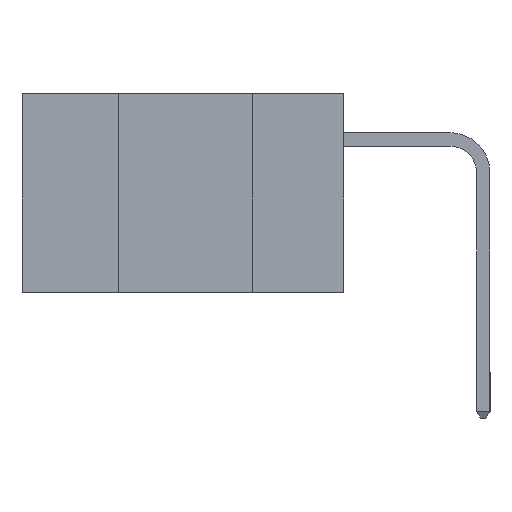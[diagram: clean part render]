
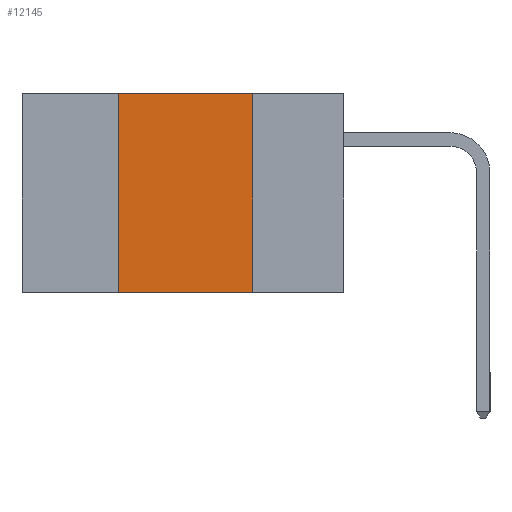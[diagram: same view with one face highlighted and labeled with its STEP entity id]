
A CAD part, left-side view. The second image highlights one B-rep face of the part: STEP entity #12145.
In plain terms, the highlighted planar face has unit normal (-1, 0, 0).
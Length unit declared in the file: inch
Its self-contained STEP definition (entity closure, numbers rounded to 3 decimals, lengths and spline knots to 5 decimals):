
#136 = CARTESIAN_POINT ( 'NONE',  ( 0., 0.42, -0.37 ) ) ;
#726 = LINE ( 'NONE', #17451, #8088 ) ;
#779 = LINE ( 'NONE', #22156, #19693 ) ;
#1031 = CARTESIAN_POINT ( 'NONE',  ( 0., 0.17, 0. ) ) ;
#2525 = CARTESIAN_POINT ( 'NONE',  ( 0., 0.17, -0.37 ) ) ;
#2560 = LINE ( 'NONE', #10395, #4479 ) ;
#2659 = EDGE_CURVE ( 'NONE', #11558, #29666, #2560, .T. ) ;
#3258 = VECTOR ( 'NONE', #22289, 39.37008 ) ;
#3499 = VERTEX_POINT ( 'NONE', #136 ) ;
#4479 = VECTOR ( 'NONE', #10602, 39.37008 ) ;
#6182 = EDGE_CURVE ( 'NONE', #3499, #29666, #15609, .T. ) ;
#6681 = ORIENTED_EDGE ( 'NONE', *, *, #2659, .F. ) ;
#8088 = VECTOR ( 'NONE', #30060, 39.37008 ) ;
#8481 = ORIENTED_EDGE ( 'NONE', *, *, #22283, .F. ) ;
#10395 = CARTESIAN_POINT ( 'NONE',  ( 0., 0.17, 0. ) ) ;
#10602 = DIRECTION ( 'NONE',  ( 0., 0., -1. ) ) ;
#10996 = ORIENTED_EDGE ( 'NONE', *, *, #12236, .F. ) ;
#11119 = VERTEX_POINT ( 'NONE', #31643 ) ;
#11150 = FACE_OUTER_BOUND ( 'NONE', #23476, .T. ) ;
#11558 = VERTEX_POINT ( 'NONE', #1031 ) ;
#12145 = ADVANCED_FACE ( 'NONE', ( #11150 ), #17030, .F. ) ;
#12236 = EDGE_CURVE ( 'NONE', #11119, #11558, #726, .T. ) ;
#14469 = CARTESIAN_POINT ( 'NONE',  ( 0., 0.6, 0. ) ) ;
#15609 = LINE ( 'NONE', #19812, #3258 ) ;
#17030 = PLANE ( 'NONE',  #21825 ) ;
#17134 = DIRECTION ( 'NONE',  ( 1., 0., 0. ) ) ;
#17451 = CARTESIAN_POINT ( 'NONE',  ( 0., 0.6, 0. ) ) ;
#18002 = DIRECTION ( 'NONE',  ( 0., 0., 1. ) ) ;
#19693 = VECTOR ( 'NONE', #18002, 39.37008 ) ;
#19812 = CARTESIAN_POINT ( 'NONE',  ( 0., 0.6, -0.37 ) ) ;
#21825 = AXIS2_PLACEMENT_3D ( 'NONE', #14469, #17134, #22206 ) ;
#22156 = CARTESIAN_POINT ( 'NONE',  ( 0., 0.42, 0. ) ) ;
#22206 = DIRECTION ( 'NONE',  ( 0., 0., -1. ) ) ;
#22283 = EDGE_CURVE ( 'NONE', #3499, #11119, #779, .T. ) ;
#22289 = DIRECTION ( 'NONE',  ( 0., -1., 0. ) ) ;
#23476 = EDGE_LOOP ( 'NONE', ( #6681, #10996, #8481, #30927 ) ) ;
#29666 = VERTEX_POINT ( 'NONE', #2525 ) ;
#30060 = DIRECTION ( 'NONE',  ( 0., -1., 0. ) ) ;
#30927 = ORIENTED_EDGE ( 'NONE', *, *, #6182, .T. ) ;
#31643 = CARTESIAN_POINT ( 'NONE',  ( 0., 0.42, 0. ) ) ;
